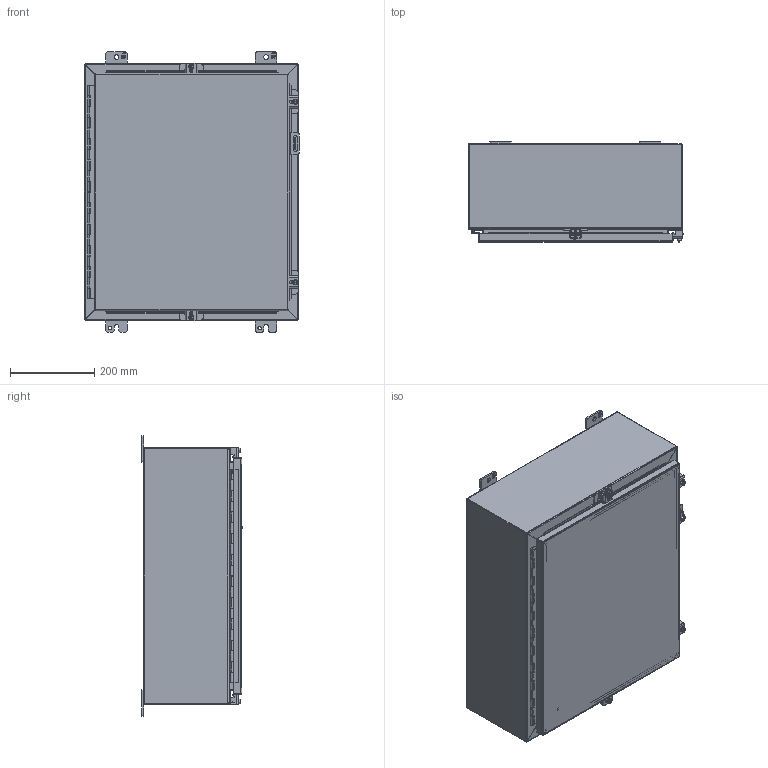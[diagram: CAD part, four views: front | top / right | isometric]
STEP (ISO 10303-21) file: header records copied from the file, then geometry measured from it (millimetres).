
FILE_DESCRIPTION (( 'STEP AP203' ), '1' );
FILE_NAME ('1418N4E8_Default.step', '2019-10-31T22:16:49', ( 'ADC123' ), ( 'Microsoft' ), 'SwSTEP 2.0', 'SolidWorks 2019', '' );
FILE_SCHEMA (( 'CONFIG_CONTROL_DESIGN' ));
Length unit declared in the file: inch
Products named in the file (1): 1418N4E8_Default
Bounding box: 511.2 x 239.7 x 666.75 mm (x, y, z)
Volume: 3046272.3 mm3; surface area: 3144195 mm2
Topology: 39 solids, 40 shells, 1413 faces, 3647 edges, 2350 vertices
Faces by surface type: plane 853, cylinder 475, bspline 66, cone 19
Entity records: 45664 total; most frequent: CARTESIAN_POINT 10938, ORIENTED_EDGE 7286, DIRECTION 7071, EDGE_CURVE 3643, VECTOR 2545, LINE 2545, VERTEX_POINT 2350, AXIS2_PLACEMENT_3D 2263
